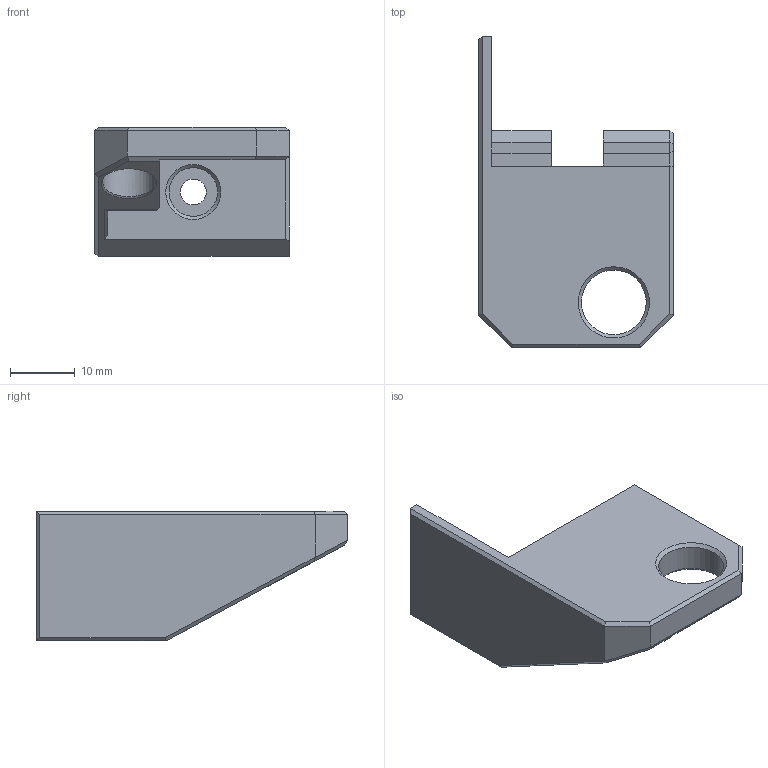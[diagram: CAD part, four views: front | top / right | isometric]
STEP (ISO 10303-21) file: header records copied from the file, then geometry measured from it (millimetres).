
FILE_DESCRIPTION(/* description */ ('','CAx-IF Rec.Pracs.---Representation and Presentation of Product Manufacturing Information (PMI)---4.0---2014-10-13'),/* implementation_level */ '2;1');
FILE_NAME(/* name */ 'Z-Top-Holder-Left.step',/* time_stamp */ '2025-02-27T12:21:32+01:00',/* author */ (''),/* organization */ (''),/* preprocessor_version */ 'ST-DEVELOPER v20',/* originating_system */ 'Autodesk Translation Framework v13.20.0.188',/* authorisation */ '');
FILE_SCHEMA (('AP242_MANAGED_MODEL_BASED_3D_ENGINEERING_MIM_LF { 1 0 10303 442 1 1 4 }'));
Length unit declared in the file: millimetre
Products named in the file (1): (Unsaved)
Bounding box: 30 x 48 x 20 mm (x, y, z)
Volume: 8094 mm3; surface area: 4795.1 mm2
Topology: 1 solids, 1 shells, 72 faces, 185 edges, 117 vertices
Faces by surface type: plane 64, cylinder 4, cone 3, bspline 1
Full cylindrical faces by diameter (mm): 4 x1, 7.5 x1, 8.2 x1, 10 x1
Entity records: 2237 total; most frequent: CARTESIAN_POINT 453, ORIENTED_EDGE 370, DIRECTION 336, EDGE_CURVE 185, LINE 172, VECTOR 172, VERTEX_POINT 117, AXIS2_PLACEMENT_3D 82
